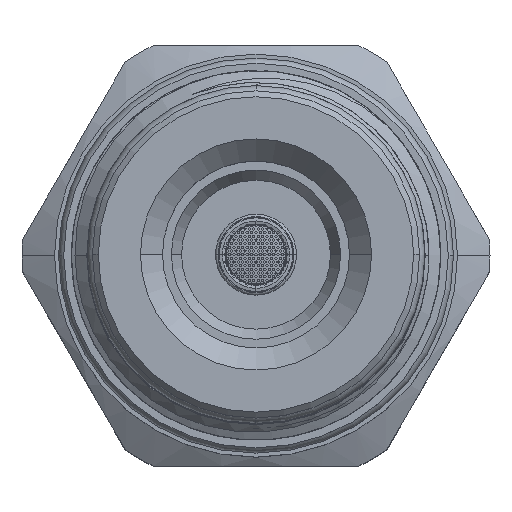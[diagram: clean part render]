
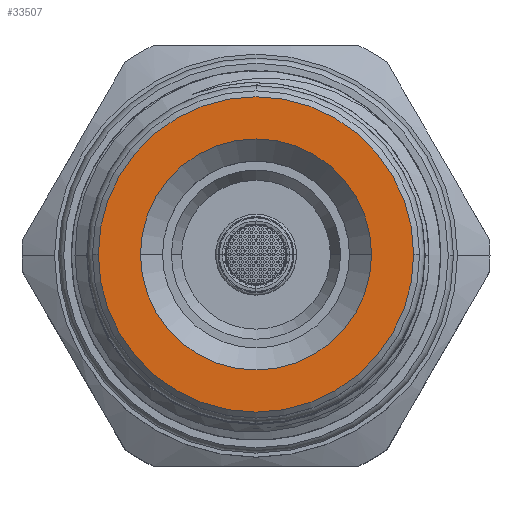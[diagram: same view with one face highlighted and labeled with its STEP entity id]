
A CAD part, top view. The second image highlights one B-rep face of the part: STEP entity #33507.
In plain terms, the highlighted planar face has unit normal (0, 0, 1).
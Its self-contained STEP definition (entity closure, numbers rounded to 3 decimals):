
#3900 = CIRCLE ( 'NONE', #50895, 10.715 ) ;
#3920 = CIRCLE ( 'NONE', #50901, 7.85 ) ;
#28859 = CARTESIAN_POINT ( 'NONE',  ( 0., 0., 3.14 ) ) ;
#28860 = DIRECTION ( 'NONE',  ( 0., 0., 1. ) ) ;
#28861 = DIRECTION ( 'NONE',  ( -1., 0., 0. ) ) ;
#28892 = CARTESIAN_POINT ( 'NONE',  ( 0., 0., 3.14 ) ) ;
#28893 = DIRECTION ( 'NONE',  ( 0., 0., 1. ) ) ;
#28894 = DIRECTION ( 'NONE',  ( 1., 0., 0. ) ) ;
#32051 = CIRCLE ( 'NONE', #50999, 10.715 ) ;
#32052 = CIRCLE ( 'NONE', #51000, 7.85 ) ;
#33507 = ADVANCED_FACE ( 'NONE', ( #55878, #55882 ), #60320, .F. ) ;
#36250 = EDGE_CURVE ( 'NONE', #53240, #53249, #3900, .T. ) ;
#36263 = EDGE_CURVE ( 'NONE', #53274, #53271, #3920, .T. ) ;
#36792 = EDGE_CURVE ( 'NONE', #53249, #53240, #32051, .T. ) ;
#36793 = EDGE_CURVE ( 'NONE', #53271, #53274, #32052, .T. ) ;
#40495 = CARTESIAN_POINT ( 'NONE',  ( 0., 0., 3.14 ) ) ;
#40496 = DIRECTION ( 'NONE',  ( 0., 0., 1. ) ) ;
#40497 = DIRECTION ( 'NONE',  ( -1., 0., 0. ) ) ;
#40500 = CARTESIAN_POINT ( 'NONE',  ( 0., 0., 3.14 ) ) ;
#40501 = DIRECTION ( 'NONE',  ( 0., 0., 1. ) ) ;
#40502 = DIRECTION ( 'NONE',  ( 1., 0., 0. ) ) ;
#47537 = ORIENTED_EDGE ( 'NONE', *, *, #36792, .T. ) ;
#47538 = ORIENTED_EDGE ( 'NONE', *, *, #36250, .T. ) ;
#47539 = ORIENTED_EDGE ( 'NONE', *, *, #36793, .F. ) ;
#47540 = ORIENTED_EDGE ( 'NONE', *, *, #36263, .F. ) ;
#47963 = EDGE_LOOP ( 'NONE', ( #47537, #47538 ) ) ;
#47981 = EDGE_LOOP ( 'NONE', ( #47539, #47540 ) ) ;
#50238 = AXIS2_PLACEMENT_3D ( 'NONE', #60322, #60327, #60328 ) ;
#50895 = AXIS2_PLACEMENT_3D ( 'NONE', #28859, #28860, #28861 ) ;
#50901 = AXIS2_PLACEMENT_3D ( 'NONE', #28892, #28893, #28894 ) ;
#50999 = AXIS2_PLACEMENT_3D ( 'NONE', #40495, #40496, #40497 ) ;
#51000 = AXIS2_PLACEMENT_3D ( 'NONE', #40500, #40501, #40502 ) ;
#53240 = VERTEX_POINT ( 'NONE', #54910 ) ;
#53249 = VERTEX_POINT ( 'NONE', #54925 ) ;
#53271 = VERTEX_POINT ( 'NONE', #54951 ) ;
#53274 = VERTEX_POINT ( 'NONE', #54953 ) ;
#54910 = CARTESIAN_POINT ( 'NONE',  ( 10.715, 0., 3.14 ) ) ;
#54925 = CARTESIAN_POINT ( 'NONE',  ( -10.715, 0., 3.14 ) ) ;
#54951 = CARTESIAN_POINT ( 'NONE',  ( 7.85, 0., 3.14 ) ) ;
#54953 = CARTESIAN_POINT ( 'NONE',  ( -7.85, 0., 3.14 ) ) ;
#55878 = FACE_OUTER_BOUND ( 'NONE', #47963, .T. ) ;
#55882 = FACE_BOUND ( 'NONE', #47981, .T. ) ;
#60320 = PLANE ( 'NONE',  #50238 ) ;
#60322 = CARTESIAN_POINT ( 'NONE',  ( 0., 0., 3.14 ) ) ;
#60327 = DIRECTION ( 'NONE',  ( 0., 0., -1. ) ) ;
#60328 = DIRECTION ( 'NONE',  ( -1., 0., 0. ) ) ;
